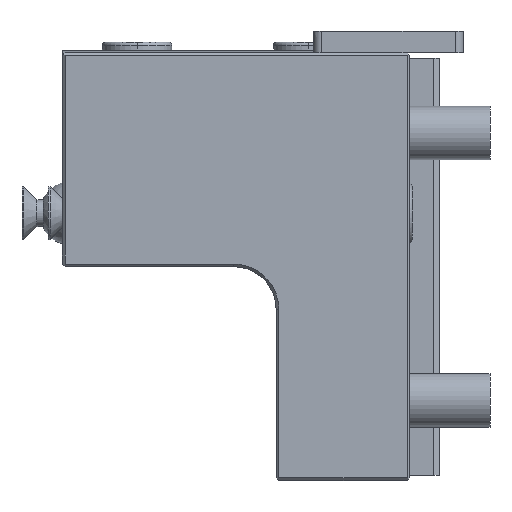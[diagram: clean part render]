
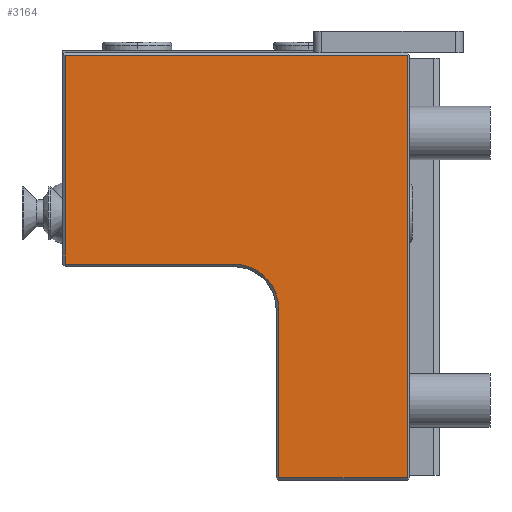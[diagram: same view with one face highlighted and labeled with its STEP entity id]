
A CAD part, front view. The second image highlights one B-rep face of the part: STEP entity #3164.
In plain terms, the highlighted planar face has unit normal (0, -1, 0).
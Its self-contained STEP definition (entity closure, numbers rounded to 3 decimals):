
#595=DIRECTION('',(0.,0.,-1.));
#596=VECTOR('',#595,31.5);
#597=CARTESIAN_POINT('',(-24.5,-40.,
-8.));
#598=LINE('',#597,#596);
#599=CARTESIAN_POINT('',(-33.,-40.,-8.));
#600=DIRECTION('',(0.,1.,0.));
#601=DIRECTION('',(0.,0.,1.));
#602=AXIS2_PLACEMENT_3D('',#599,#600,#601);
#604=DIRECTION('',(1.,0.,0.));
#605=VECTOR('',#604,31.5);
#606=CARTESIAN_POINT('',(-64.5,-40.,0.5));
#607=LINE('',#606,#605);
#608=DIRECTION('',(0.,0.,-1.));
#609=VECTOR('',#608,39.);
#610=CARTESIAN_POINT('',(-64.5,-40.,39.5));
#611=LINE('',#610,#609);
#612=DIRECTION('',(1.,0.,0.));
#613=VECTOR('',#612,64.);
#614=CARTESIAN_POINT('',(-64.5,-40.,39.5));
#615=LINE('',#614,#613);
#616=DIRECTION('',(0.,0.,-1.));
#617=VECTOR('',#616,79.);
#618=CARTESIAN_POINT('',(-0.5,-40.,39.5));
#619=LINE('',#618,#617);
#620=DIRECTION('',(-1.,0.,0.));
#621=VECTOR('',#620,24.);
#622=CARTESIAN_POINT('',(-0.5,-40.,-39.5));
#623=LINE('',#622,#621);
#1894=CARTESIAN_POINT('',(-24.5,-40.,
-8.));
#1895=CARTESIAN_POINT('',(-24.5,-40.,-39.5));
#1896=VERTEX_POINT('',#1894);
#1897=VERTEX_POINT('',#1895);
#1898=CARTESIAN_POINT('',(-64.5,-40.,0.5));
#1899=CARTESIAN_POINT('',(-33.,-40.,
0.5));
#1900=VERTEX_POINT('',#1898);
#1901=VERTEX_POINT('',#1899);
#1906=CARTESIAN_POINT('',(-64.5,-40.,39.5));
#1907=VERTEX_POINT('',#1906);
#1938=CARTESIAN_POINT('',(-0.5,-40.,39.5));
#1939=CARTESIAN_POINT('',(-0.5,-40.,-39.5));
#1940=VERTEX_POINT('',#1938);
#1941=VERTEX_POINT('',#1939);
#3148=CARTESIAN_POINT('',(-65.,-40.,-40.));
#3149=DIRECTION('',(0.,-1.,0.));
#3150=DIRECTION('',(1.,0.,0.));
#3151=AXIS2_PLACEMENT_3D('',#3148,#3149,#3150);
#3152=PLANE('',#3151);
#3153=ORIENTED_EDGE('',*,*,#3126,.F.);
#3154=ORIENTED_EDGE('',*,*,#3138,.F.);
#3156=ORIENTED_EDGE('',*,*,#3155,.F.);
#3158=ORIENTED_EDGE('',*,*,#3157,.F.);
#3159=ORIENTED_EDGE('',*,*,#3047,.T.);
#3160=ORIENTED_EDGE('',*,*,#3068,.T.);
#3161=ORIENTED_EDGE('',*,*,#3110,.T.);
#3162=EDGE_LOOP('',(#3153,#3154,#3156,#3158,#3159,#3160,#3161));
#3163=FACE_OUTER_BOUND('',#3162,.F.);
#3164=ADVANCED_FACE('',(#3163),#3152,.T.);
#603=CIRCLE('',#602,8.5);
#3047=EDGE_CURVE('',#1907,#1940,#615,.T.);
#3068=EDGE_CURVE('',#1940,#1941,#619,.T.);
#3110=EDGE_CURVE('',#1941,#1897,#623,.T.);
#3126=EDGE_CURVE('',#1896,#1897,#598,.T.);
#3138=EDGE_CURVE('',#1901,#1896,#603,.T.);
#3155=EDGE_CURVE('',#1900,#1901,#607,.T.);
#3157=EDGE_CURVE('',#1907,#1900,#611,.T.);
